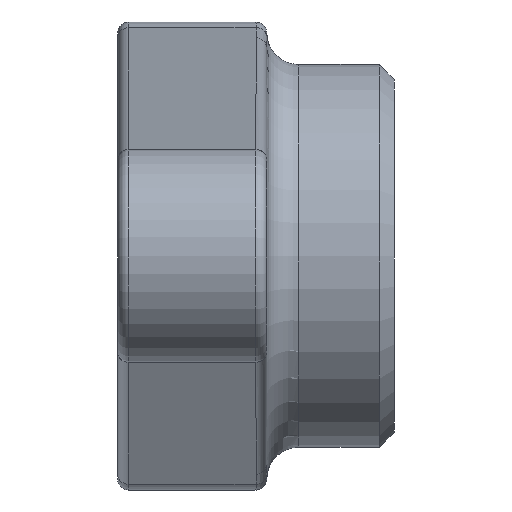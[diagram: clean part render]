
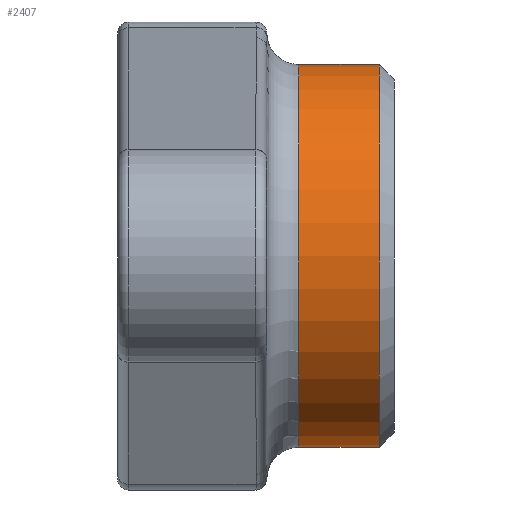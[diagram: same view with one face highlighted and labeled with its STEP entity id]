
A CAD part, left-side view. The second image highlights one B-rep face of the part: STEP entity #2407.
In plain terms, the highlighted cylindrical face has radius 4.5 mm (diameter 9 mm), a partial arc.
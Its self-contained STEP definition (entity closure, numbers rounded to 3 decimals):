
#24 = CARTESIAN_POINT ( 'NONE',  ( 0., 3., -4.5 ) ) ;
#140 = ORIENTED_EDGE ( 'NONE', *, *, #241, .F. ) ;
#145 = EDGE_CURVE ( 'NONE', #2992, #2625, #1179, .T. ) ;
#229 = LINE ( 'NONE', #512, #742 ) ;
#241 = EDGE_CURVE ( 'NONE', #2409, #589, #229, .T. ) ;
#512 = CARTESIAN_POINT ( 'NONE',  ( 0., 3., 4.5 ) ) ;
#550 = CARTESIAN_POINT ( 'NONE',  ( 0., 2.25, 0. ) ) ;
#589 = VERTEX_POINT ( 'NONE', #1703 ) ;
#645 = DIRECTION ( 'NONE',  ( 0., 1., 0. ) ) ;
#742 = VECTOR ( 'NONE', #1434, 1000. ) ;
#786 = CARTESIAN_POINT ( 'NONE',  ( 0., 2.25, -4.5 ) ) ;
#810 = DIRECTION ( 'NONE',  ( 0., 0., -1. ) ) ;
#865 = EDGE_CURVE ( 'NONE', #2625, #589, #1519, .T. ) ;
#940 = DIRECTION ( 'NONE',  ( 0., 0., -1. ) ) ;
#1004 = AXIS2_PLACEMENT_3D ( 'NONE', #1804, #2063, #940 ) ;
#1035 = EDGE_CURVE ( 'NONE', #2409, #2992, #1379, .T. ) ;
#1179 = LINE ( 'NONE', #24, #2261 ) ;
#1309 = DIRECTION ( 'NONE',  ( 0., -1., 0. ) ) ;
#1361 = DIRECTION ( 'NONE',  ( 0., 0., 1. ) ) ;
#1379 = CIRCLE ( 'NONE', #2384, 4.5 ) ;
#1384 = CARTESIAN_POINT ( 'NONE',  ( 0., 2.25, 4.5 ) ) ;
#1434 = DIRECTION ( 'NONE',  ( 0., -1., 0. ) ) ;
#1513 = EDGE_LOOP ( 'NONE', ( #140, #2955, #2525, #1943 ) ) ;
#1519 = CIRCLE ( 'NONE', #2104, 4.5 ) ;
#1703 = CARTESIAN_POINT ( 'NONE',  ( 0., 0.35, 4.5 ) ) ;
#1804 = CARTESIAN_POINT ( 'NONE',  ( 0., 3., 0. ) ) ;
#1943 = ORIENTED_EDGE ( 'NONE', *, *, #865, .T. ) ;
#2022 = CARTESIAN_POINT ( 'NONE',  ( 0., 0.35, 0. ) ) ;
#2063 = DIRECTION ( 'NONE',  ( 0., -1., 0. ) ) ;
#2081 = CYLINDRICAL_SURFACE ( 'NONE', #1004, 4.5 ) ;
#2104 = AXIS2_PLACEMENT_3D ( 'NONE', #2022, #645, #1361 ) ;
#2109 = DIRECTION ( 'NONE',  ( 0., -1., 0. ) ) ;
#2251 = CARTESIAN_POINT ( 'NONE',  ( 0., 0.35, -4.5 ) ) ;
#2261 = VECTOR ( 'NONE', #2109, 1000. ) ;
#2384 = AXIS2_PLACEMENT_3D ( 'NONE', #550, #1309, #810 ) ;
#2407 = ADVANCED_FACE ( 'NONE', ( #2794 ), #2081, .T. ) ;
#2409 = VERTEX_POINT ( 'NONE', #1384 ) ;
#2525 = ORIENTED_EDGE ( 'NONE', *, *, #145, .T. ) ;
#2625 = VERTEX_POINT ( 'NONE', #2251 ) ;
#2794 = FACE_OUTER_BOUND ( 'NONE', #1513, .T. ) ;
#2955 = ORIENTED_EDGE ( 'NONE', *, *, #1035, .T. ) ;
#2992 = VERTEX_POINT ( 'NONE', #786 ) ;
